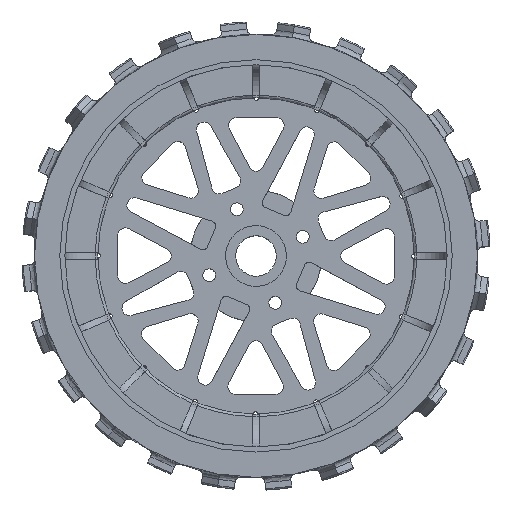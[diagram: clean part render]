
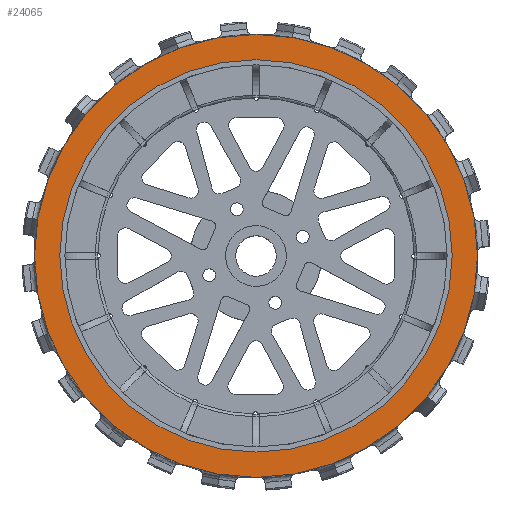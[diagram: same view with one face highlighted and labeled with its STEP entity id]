
A CAD part, top view. The second image highlights one B-rep face of the part: STEP entity #24065.
In plain terms, the highlighted planar face has unit normal (0, 0, 1).
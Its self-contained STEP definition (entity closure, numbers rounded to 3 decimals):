
#306=PLANE('',#25726);
#1821=FACE_BOUND('',#3565,.T.);
#2111=FACE_OUTER_BOUND('',#3564,.T.);
#3564=EDGE_LOOP('',(#16439,#16440));
#3565=EDGE_LOOP('',(#16441,#16442));
#8662=CIRCLE('',#25617,77.5);
#8663=CIRCLE('',#25618,77.5);
#8666=CIRCLE('',#25622,87.5);
#8667=CIRCLE('',#25623,87.5);
#9779=VERTEX_POINT('',#34168);
#9780=VERTEX_POINT('',#34170);
#9783=VERTEX_POINT('',#34178);
#9784=VERTEX_POINT('',#34180);
#12261=EDGE_CURVE('',#9779,#9780,#8662,.T.);
#12262=EDGE_CURVE('',#9780,#9779,#8663,.T.);
#12266=EDGE_CURVE('',#9784,#9783,#8666,.T.);
#12267=EDGE_CURVE('',#9783,#9784,#8667,.T.);
#16439=ORIENTED_EDGE('',*,*,#12266,.T.);
#16440=ORIENTED_EDGE('',*,*,#12267,.T.);
#16441=ORIENTED_EDGE('',*,*,#12262,.F.);
#16442=ORIENTED_EDGE('',*,*,#12261,.F.);
#24065=ADVANCED_FACE('',(#2111,#1821),#306,.T.);
#25617=AXIS2_PLACEMENT_3D('',#34171,#28007,#28008);
#25618=AXIS2_PLACEMENT_3D('',#34172,#28009,#28010);
#25622=AXIS2_PLACEMENT_3D('',#34181,#28018,#28019);
#25623=AXIS2_PLACEMENT_3D('',#34182,#28020,#28021);
#25726=AXIS2_PLACEMENT_3D('',#35432,#28333,#28334);
#28007=DIRECTION('center_axis',(0.,0.,1.));
#28008=DIRECTION('ref_axis',(1.,0.,0.));
#28009=DIRECTION('center_axis',(0.,0.,1.));
#28010=DIRECTION('ref_axis',(1.,0.,0.));
#28018=DIRECTION('center_axis',(0.,0.,1.));
#28019=DIRECTION('ref_axis',(1.,0.,0.));
#28020=DIRECTION('center_axis',(0.,0.,1.));
#28021=DIRECTION('ref_axis',(1.,0.,0.));
#28333=DIRECTION('center_axis',(0.,0.,1.));
#28334=DIRECTION('ref_axis',(1.,0.,0.));
#34168=CARTESIAN_POINT('',(-77.5,0.,15.));
#34170=CARTESIAN_POINT('',(77.5,0.,15.));
#34171=CARTESIAN_POINT('Origin',(0.,0.,15.));
#34172=CARTESIAN_POINT('Origin',(0.,0.,15.));
#34178=CARTESIAN_POINT('',(87.5,0.,15.));
#34180=CARTESIAN_POINT('',(-87.5,0.,15.));
#34181=CARTESIAN_POINT('Origin',(0.,0.,15.));
#34182=CARTESIAN_POINT('Origin',(0.,0.,15.));
#35432=CARTESIAN_POINT('Origin',(0.,0.,15.));
